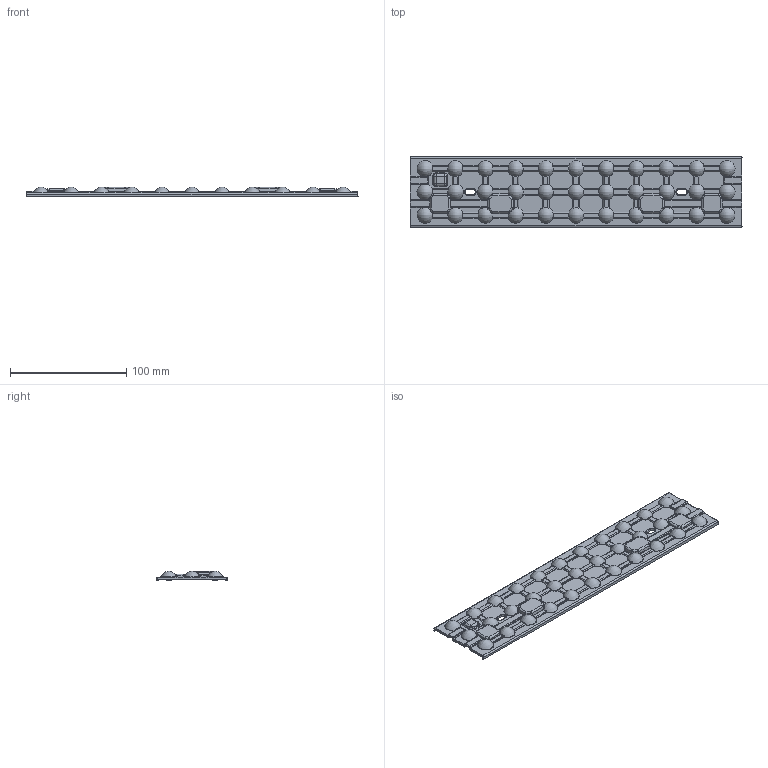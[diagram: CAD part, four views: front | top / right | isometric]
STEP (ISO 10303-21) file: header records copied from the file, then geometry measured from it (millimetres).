
FILE_DESCRIPTION (( 'STEP AP214' ), '1' );
FILE_NAME ('12967_Rev-1_WB_Fort_SymmFlange_Customer.STEP', '2015-10-08T06:27:38', ( '' ), ( '' ), 'SwSTEP 2.0', 'SolidWorks 2014', '' );
FILE_SCHEMA (( 'AUTOMOTIVE_DESIGN' ));
Products named in the file (1): 12967_Rev-1_WB_Fort_SymmFlange_Customer
Bounding box: 286 x 61 x 8.6 mm (x, y, z)
Volume: 45531 mm3; surface area: 42537.7 mm2
Topology: 1 solids, 1 shells, 3268 faces, 8245 edges, 4932 vertices
Faces by surface type: bspline 1563, plane 1054, cylinder 523, sphere 88, cone 30, torus 10
Entity records: 158928 total; most frequent: CARTESIAN_POINT 96365, ORIENTED_EDGE 16246, DIRECTION 8382, EDGE_CURVE 8123, VERTEX_POINT 4932, B_SPLINE_CURVE_WITH_KNOTS 4372, EDGE_LOOP 3347, AXIS2_PLACEMENT_3D 3297
